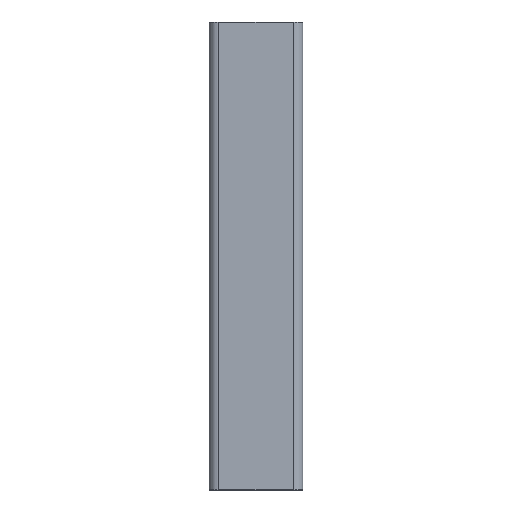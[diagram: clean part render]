
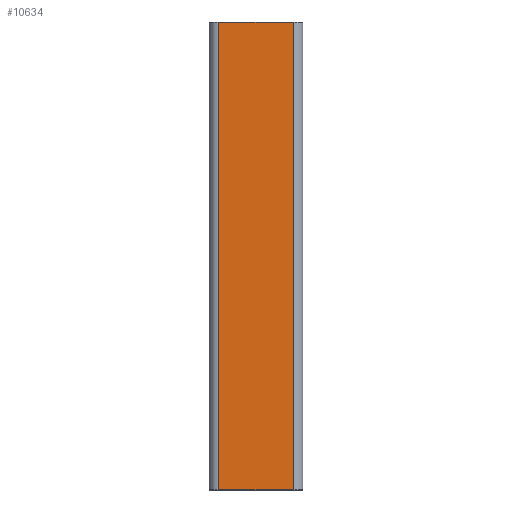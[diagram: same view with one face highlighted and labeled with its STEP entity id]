
A CAD part, left-side view. The second image highlights one B-rep face of the part: STEP entity #10634.
In plain terms, the highlighted planar face has unit normal (-1, 0, 0).
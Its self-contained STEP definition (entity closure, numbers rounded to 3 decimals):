
#663=LINE('',#17422,#1337);
#981=LINE('',#18935,#1655);
#1010=LINE('',#19217,#1684);
#1011=LINE('',#19219,#1685);
#1337=VECTOR('',#13682,10.);
#1655=VECTOR('',#15550,10.);
#1684=VECTOR('',#15977,10.);
#1685=VECTOR('',#15980,10.);
#1825=PLANE('',#12240);
#2474=FACE_OUTER_BOUND('',#3172,.T.);
#3172=EDGE_LOOP('',(#9531,#9532,#9533,#9534));
#4557=VERTEX_POINT('',#17416);
#4558=VERTEX_POINT('',#17420);
#4977=VERTEX_POINT('',#18929);
#4978=VERTEX_POINT('',#18933);
#5660=EDGE_CURVE('',#4557,#4558,#663,.T.);
#6421=EDGE_CURVE('',#4977,#4978,#981,.T.);
#6561=EDGE_CURVE('',#4978,#4557,#1010,.T.);
#6562=EDGE_CURVE('',#4977,#4558,#1011,.T.);
#9531=ORIENTED_EDGE('',*,*,#5660,.F.);
#9532=ORIENTED_EDGE('',*,*,#6561,.F.);
#9533=ORIENTED_EDGE('',*,*,#6421,.F.);
#9534=ORIENTED_EDGE('',*,*,#6562,.T.);
#10634=ADVANCED_FACE('',(#2474),#1825,.T.);
#12240=AXIS2_PLACEMENT_3D('',#19218,#15978,#15979);
#13682=DIRECTION('',(0.,-1.,0.));
#15550=DIRECTION('',(0.,1.,0.));
#15977=DIRECTION('',(0.,0.,1.));
#15978=DIRECTION('center_axis',(-1.,0.,0.));
#15979=DIRECTION('ref_axis',(0.,-1.,0.));
#15980=DIRECTION('',(0.,0.,1.));
#17416=CARTESIAN_POINT('',(8713.702,3616.85,99.9));
#17420=CARTESIAN_POINT('',(8713.702,3584.85,99.9));
#17422=CARTESIAN_POINT('',(8713.702,3553.531,99.9));
#18929=CARTESIAN_POINT('',(8713.702,3584.85,-99.9));
#18933=CARTESIAN_POINT('',(8713.702,3616.85,-99.9));
#18935=CARTESIAN_POINT('',(8713.702,3553.531,-99.9));
#19217=CARTESIAN_POINT('',(8713.702,3616.85,0.));
#19218=CARTESIAN_POINT('Origin',(8713.702,3616.85,0.));
#19219=CARTESIAN_POINT('',(8713.702,3584.85,0.));
